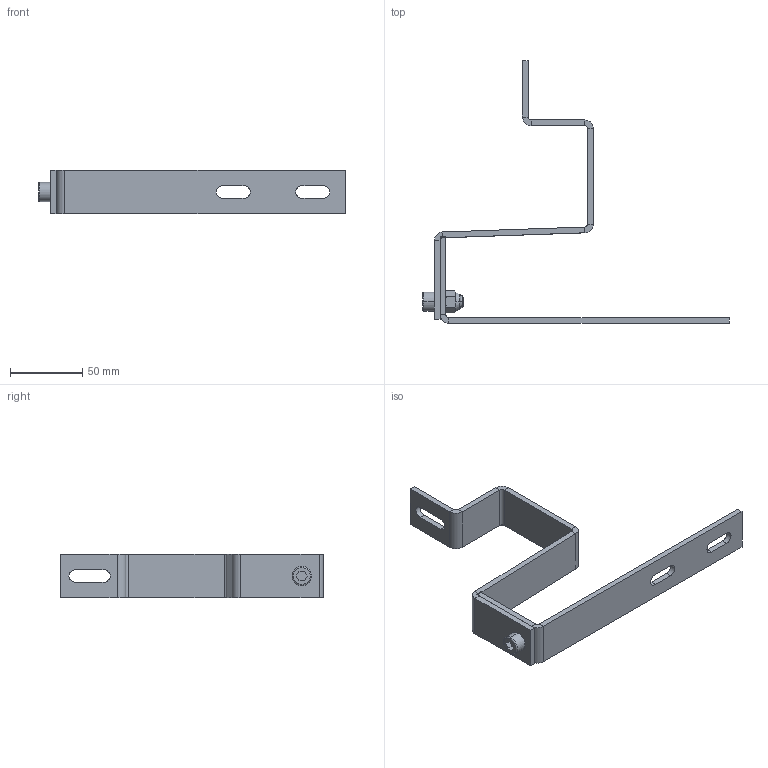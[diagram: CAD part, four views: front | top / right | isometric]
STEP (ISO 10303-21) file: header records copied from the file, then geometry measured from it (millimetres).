
FILE_DESCRIPTION (( 'STEP AP203' ), '1' );
FILE_NAME ('084.106.113.STEP', '2013-01-23T10:24:53', ( 'Alusic' ), ( 'Alusic' ), 'SwSTEP 2.0', 'SolidWorks 2011', '' );
FILE_SCHEMA (( 'CONFIG_CONTROL_DESIGN' ));
Length unit declared in the file: millimetre
Products named in the file (5): VITI TCEI UNI 5931 INOX_M8x20 UNI 5931 INOX; 084.106.113-2 NUOVO; 084.106.113; DADI ESAGONALI AUTOBLOCCANTI UNI 7473_M8 UNI 7473; 084.106.113- NUOVO
Assembly tree (4 placements, depth 2):
  084.106.113
    084.106.113- NUOVO
    VITI TCEI UNI 5931 INOX_M8x20 UNI 5931 INOX
    084.106.113-2 NUOVO
    DADI ESAGONALI AUTOBLOCCANTI UNI 7473_M8 UNI 7473
Bounding box: 212 x 181.65 x 30 mm (x, y, z)
Volume: 67645.2 mm3; surface area: 40709 mm2
Topology: 4 solids, 4 shells, 115 faces, 256 edges, 150 vertices
Faces by surface type: plane 67, cylinder 28, cone 16, torus 4
Entity records: 3731 total; most frequent: CARTESIAN_POINT 648, DIRECTION 554, ORIENTED_EDGE 512, EDGE_CURVE 256, AXIS2_PLACEMENT_3D 200, VECTOR 154, LINE 154, VERTEX_POINT 150
